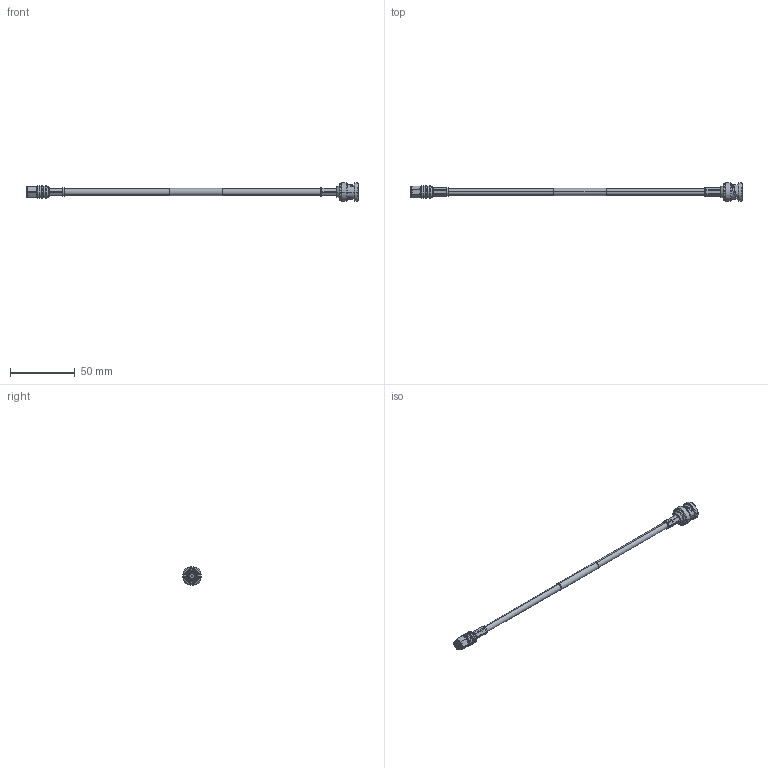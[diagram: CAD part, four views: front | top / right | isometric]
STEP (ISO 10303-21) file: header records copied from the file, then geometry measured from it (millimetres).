
FILE_DESCRIPTION (( 'STEP AP214' ), '1' );
FILE_NAME ('FMC00132-0002_3D.step', '2023-02-23T02:38:50', ( '' ), ( '' ), 'SwSTEP 2.0', 'SolidWorks 2022', '' );
FILE_SCHEMA (( 'AUTOMOTIVE_DESIGN' ));
Length unit declared in the file: inch
Products named in the file (7): Copy of TC-195-SM-SS-X_c-contact^TC-195-SM-SS-X_FMC00132-0002; LMR-195^FMC00132-0002; TC-195-SM-SS-X^FMC00132-0002_crimped .213 hex; SC6025^FMC00132-0002_CRIMPED; FMC00132-0002_3D; Copy of TC-195-SM-SS-X_body^TC-195-SM-SS-X_FMC00132-0002; Copy of TC-195-SM-SS-X_ferrule^TC-195-SM-SS-X_FMC00132-0002_crimped .213 hex
Assembly tree (6 placements, depth 3):
  FMC00132-0002_3D
    LMR-195^FMC00132-0002
    TC-195-SM-SS-X^FMC00132-0002_crimped .213 hex
      Copy of TC-195-SM-SS-X_body^TC-195-SM-SS-X_FMC00132-0002
      Copy of TC-195-SM-SS-X_c-contact^TC-195-SM-SS-X_FMC00132-0002
      Copy of TC-195-SM-SS-X_ferrule^TC-195-SM-SS-X_FMC00132-0002_crimped .213 hex
    SC6025^FMC00132-0002_CRIMPED
Bounding box: 256.49 x 14.48 x 14.48 mm (x, y, z)
Volume: 6874.8 mm3; surface area: 8985.3 mm2
Topology: 7 solids, 8 shells, 358 faces, 826 edges, 517 vertices
Faces by surface type: cylinder 146, plane 103, cone 87, bspline 12, torus 6, sphere 4
Entity records: 12431 total; most frequent: CARTESIAN_POINT 3501, DIRECTION 1806, ORIENTED_EDGE 1648, EDGE_CURVE 824, AXIS2_PLACEMENT_3D 736, VERTEX_POINT 517, EDGE_LOOP 407, CIRCLE 380
